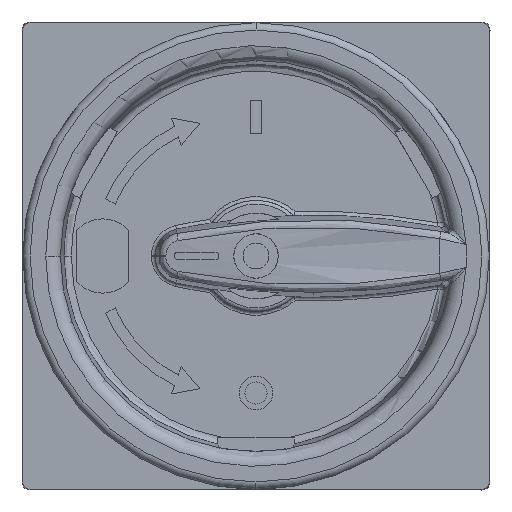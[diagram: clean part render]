
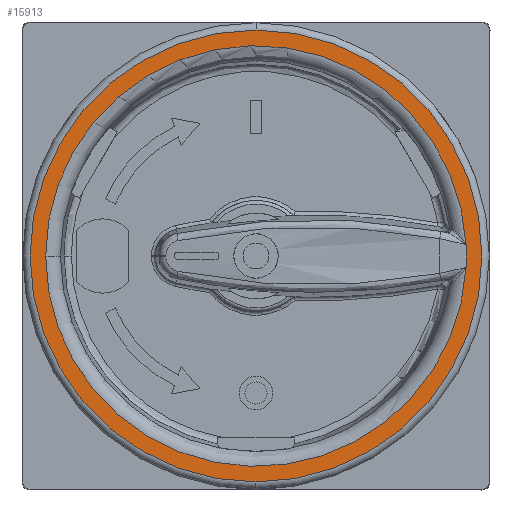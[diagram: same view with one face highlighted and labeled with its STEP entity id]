
A CAD part, front view. The second image highlights one B-rep face of the part: STEP entity #15913.
In plain terms, the highlighted planar face has unit normal (0, -1, 0).
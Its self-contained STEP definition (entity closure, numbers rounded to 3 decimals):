
#11691=CARTESIAN_POINT('',(-62.343,-123.1,
10.911));
#11717=DIRECTION('',(0.,0.,-1.));
#11718=VECTOR('',#11717,3.08);
#11719=CARTESIAN_POINT('',(-62.344,-123.1,
13.991));
#11720=LINE('',#11719,#11718);
#11750=CARTESIAN_POINT('',(-62.344,-123.1,
13.991));
#12029=CARTESIAN_POINT('',(-90.706,-123.1,
12.45));
#12030=DIRECTION('',(0.,1.,0.));
#12031=DIRECTION('',(0.,0.,1.));
#12032=AXIS2_PLACEMENT_3D('',#12029,#12030,#12031);
#12037=CARTESIAN_POINT('',(-90.706,-123.1,
12.45));
#12038=DIRECTION('',(0.,1.,0.));
#12039=DIRECTION('',(0.,0.,-1.));
#12040=AXIS2_PLACEMENT_3D('',#12037,#12038,#12039);
#12045=CARTESIAN_POINT('',(-90.706,-123.1,12.45));
#12046=DIRECTION('',(0.,-1.,0.));
#12047=DIRECTION('',(0.999,0.,0.054));
#12048=AXIS2_PLACEMENT_3D('',#12045,#12046,#12047);
#12053=CARTESIAN_POINT('',(-90.706,-123.1,12.45));
#12054=DIRECTION('',(0.,-1.,0.));
#12055=DIRECTION('',(-1.,0.,0.));
#12056=AXIS2_PLACEMENT_3D('',#12053,#12054,#12055);
#13932=VERTEX_POINT('',#11691);
#13934=VERTEX_POINT('',#11750);
#13957=CARTESIAN_POINT('',(-119.104,-123.1,12.45));
#13959=VERTEX_POINT('',#13957);
#13967=CARTESIAN_POINT('',(-90.706,-123.1,42.95));
#13968=CARTESIAN_POINT('',(-90.706,-123.1,
-18.05));
#13969=VERTEX_POINT('',#13967);
#13970=VERTEX_POINT('',#13968);
#15897=CARTESIAN_POINT('',(-58.986,-123.1,-19.273));
#15898=DIRECTION('',(0.,-1.,0.));
#15899=DIRECTION('',(0.,0.,1.));
#15900=AXIS2_PLACEMENT_3D('',#15897,#15898,#15899);
#15901=PLANE('',#15900);
#15903=ORIENTED_EDGE('',*,*,#15902,.T.);
#15905=ORIENTED_EDGE('',*,*,#15904,.T.);
#15906=EDGE_LOOP('',(#15903,#15905));
#15907=FACE_OUTER_BOUND('',#15906,.F.);
#15908=ORIENTED_EDGE('',*,*,#15365,.F.);
#15909=ORIENTED_EDGE('',*,*,#15878,.T.);
#15910=ORIENTED_EDGE('',*,*,#15861,.T.);
#15911=EDGE_LOOP('',(#15908,#15909,#15910));
#15912=FACE_BOUND('',#15911,.F.);
#12033=CIRCLE('',#12032,30.5);
#12041=CIRCLE('',#12040,30.5);
#12049=CIRCLE('',#12048,28.398);
#12057=CIRCLE('',#12056,28.398);
#15365=EDGE_CURVE('',#13934,#13932,#11720,.T.);
#15861=EDGE_CURVE('',#13959,#13932,#12057,.T.);
#15878=EDGE_CURVE('',#13934,#13959,#12049,.T.);
#15902=EDGE_CURVE('',#13969,#13970,#12033,.T.);
#15904=EDGE_CURVE('',#13970,#13969,#12041,.T.);
#15913=ADVANCED_FACE('',(#15907,#15912),#15901,.T.);
